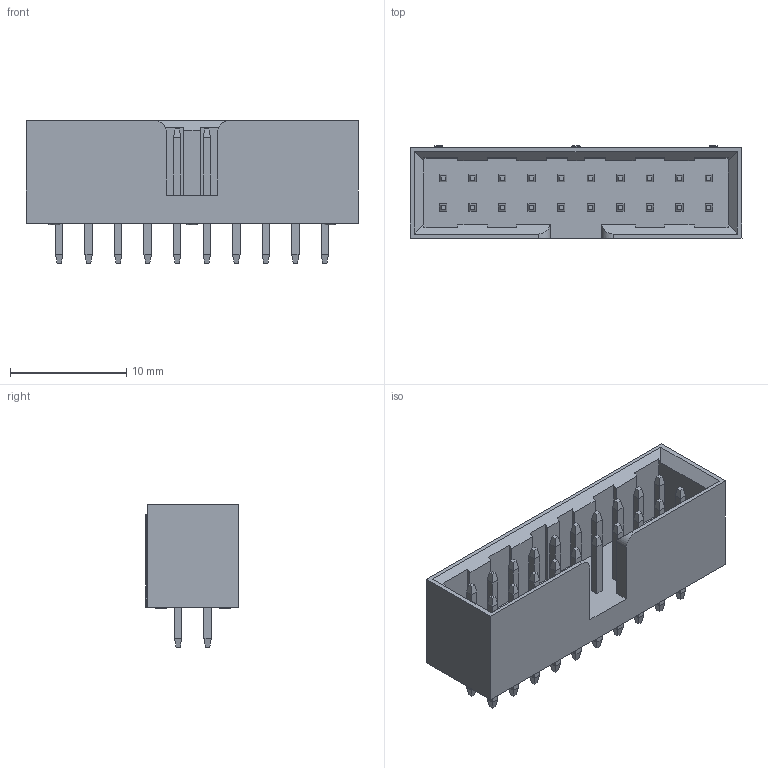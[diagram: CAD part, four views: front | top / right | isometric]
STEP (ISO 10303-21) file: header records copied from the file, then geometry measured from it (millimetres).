
FILE_DESCRIPTION( ('This file contains a STEP AP42 implementation' ,'as created by ZW3D STEP Interface translator.') ,'2;1' );
FILE_NAME( '3110A-XXSXXBK00X1.stp' ,'231215. 91221', (''), ('ZWCAD Software Co.'), 'Version 1.0', 'ZW3D to STEP translator', '' );
FILE_SCHEMA(('AUTOMOTIVE_DESIGN { 1 0 10303 214 1 1 1 1 }'));
Length unit declared in the file: millimetre
Products named in the file (1): 0
Bounding box: 28.56 x 7.95 x 12.25 mm (x, y, z)
Volume: 1022.1 mm3; surface area: 1922.6 mm2
Topology: 1 solids, 1 shells, 532 faces, 1200 edges, 716 vertices
Faces by surface type: plane 509, cylinder 17, torus 6
Full cylindrical faces by diameter (mm): 0.95 x6
Entity records: 14974 total; most frequent: CARTESIAN_POINT 3011, ORIENTED_EDGE 2400, DIRECTION 2119, EDGE_CURVE 1200, VECTOR 983, LINE 983, VERTEX_POINT 716, EDGE_LOOP 578
